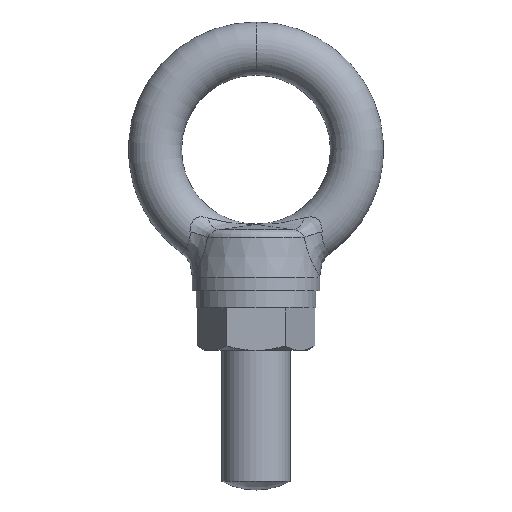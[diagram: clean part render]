
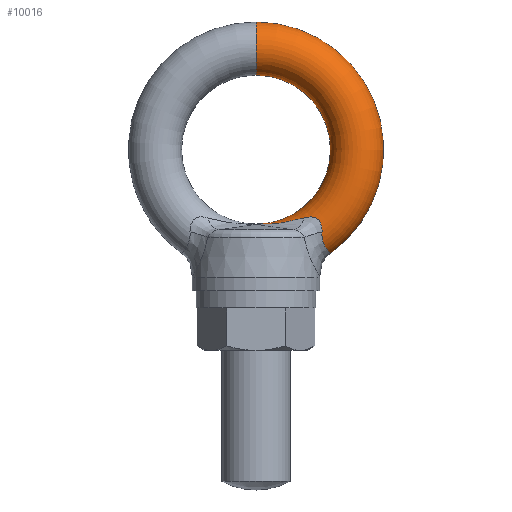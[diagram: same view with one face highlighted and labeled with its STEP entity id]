
A CAD part, front view. The second image highlights one B-rep face of the part: STEP entity #10016.
In plain terms, the highlighted toroidal (fillet/blend) face has major radius 23.75 mm and minor radius 6.25 mm.
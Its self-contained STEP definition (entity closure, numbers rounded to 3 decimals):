
#7870 = B_SPLINE_CURVE_WITH_KNOTS ( 'NONE', 3,
 ( #9165, #9164, #9163, #8483, #8766, #8760, #8759, #8758, #9517, #9421, #9420, #9419, #9418, #9531, #9530, #9529, #9507, #9506, #9505, #9504 ),
 .UNSPECIFIED., .F., .F.,
 ( 4, 2, 2, 2, 2, 2, 2, 2, 2, 4 ),
 ( 0., 0.001, 0.002, 0.003, 0.005, 0.006, 0.006, 0.007, 0.008, 0.009 ),
 .UNSPECIFIED. ) ;
#8483 = CARTESIAN_POINT ( 'NONE',  ( 15.559, -5.843, -20.822 ) ) ;
#8758 = CARTESIAN_POINT ( 'NONE',  ( 16.193, -4.713, -22.685 ) ) ;
#8759 = CARTESIAN_POINT ( 'NONE',  ( 15.934, -5.172, -22.141 ) ) ;
#8760 = CARTESIAN_POINT ( 'NONE',  ( 15.816, -5.371, -21.842 ) ) ;
#8766 = CARTESIAN_POINT ( 'NONE',  ( 15.627, -5.707, -21.183 ) ) ;
#9061 = CARTESIAN_POINT ( 'NONE',  ( 0., 0., 30. ) ) ;
#9146 = CARTESIAN_POINT ( 'NONE',  ( 0., 0., -17.5 ) ) ;
#9148 = CARTESIAN_POINT ( 'NONE',  ( 0., -1.134, -17.604 ) ) ;
#9163 = CARTESIAN_POINT ( 'NONE',  ( 15.49, -6.046, -20.092 ) ) ;
#9164 = CARTESIAN_POINT ( 'NONE',  ( 15.488, -6.115, -19.718 ) ) ;
#9165 = CARTESIAN_POINT ( 'NONE',  ( 15.513, -6.163, -19.337 ) ) ;
#9168 = DIRECTION ( 'NONE',  ( 0., 0., -1. ) ) ;
#9169 = DIRECTION ( 'NONE',  ( 0., -1., 0. ) ) ;
#9170 = CARTESIAN_POINT ( 'NONE',  ( 0., 0., 0. ) ) ;
#9171 = AXIS2_PLACEMENT_3D ( 'NONE', #9170, #9169, #9168 ) ;
#9172 = TOROIDAL_SURFACE ( 'NONE', #9171, 23.75, 6.25 ) ;
#9173 = FACE_OUTER_BOUND ( 'NONE', #10017, .T. ) ;
#9179 = DIRECTION ( 'NONE',  ( 0., 0., 1. ) ) ;
#9180 = DIRECTION ( 'NONE',  ( -1., 0., 0. ) ) ;
#9181 = CARTESIAN_POINT ( 'NONE',  ( 0., 0., -23.75 ) ) ;
#9182 = AXIS2_PLACEMENT_3D ( 'NONE', #9181, #9180, #9179 ) ;
#9183 = CIRCLE ( 'NONE', #9182, 6.25 ) ;
#9184 = CARTESIAN_POINT ( 'NONE',  ( 0., 0., 17.5 ) ) ;
#9185 = DIRECTION ( 'NONE',  ( 0., 0., -1. ) ) ;
#9228 = DIRECTION ( 'NONE',  ( 1., 0., 0. ) ) ;
#9229 = CARTESIAN_POINT ( 'NONE',  ( 0., 0., 23.75 ) ) ;
#9230 = AXIS2_PLACEMENT_3D ( 'NONE', #9229, #9228, #9185 ) ;
#9231 = CIRCLE ( 'NONE', #9230, 6.25 ) ;
#9396 = DIRECTION ( 'NONE',  ( 0., 0., -1. ) ) ;
#9397 = DIRECTION ( 'NONE',  ( 0., -1., 0. ) ) ;
#9398 = CARTESIAN_POINT ( 'NONE',  ( 0., 0., 0. ) ) ;
#9399 = AXIS2_PLACEMENT_3D ( 'NONE', #9398, #9397, #9396 ) ;
#9400 = CIRCLE ( 'NONE', #9399, 17.5 ) ;
#9407 = CARTESIAN_POINT ( 'NONE',  ( 15.513, -6.163, -19.337 ) ) ;
#9408 = CARTESIAN_POINT ( 'NONE',  ( 15.532, -6.198, -19.056 ) ) ;
#9409 = CARTESIAN_POINT ( 'NONE',  ( 15.528, -6.224, -18.773 ) ) ;
#9410 = CARTESIAN_POINT ( 'NONE',  ( 15.467, -6.253, -18.216 ) ) ;
#9411 = CARTESIAN_POINT ( 'NONE',  ( 15.411, -6.255, -17.942 ) ) ;
#9412 = CARTESIAN_POINT ( 'NONE',  ( 15.235, -6.225, -17.402 ) ) ;
#9413 = CARTESIAN_POINT ( 'NONE',  ( 15.116, -6.192, -17.142 ) ) ;
#9414 = CARTESIAN_POINT ( 'NONE',  ( 14.89, -6.114, -16.794 ) ) ;
#9415 = CARTESIAN_POINT ( 'NONE',  ( 14.807, -6.083, -16.684 ) ) ;
#9416 = CARTESIAN_POINT ( 'NONE',  ( 14.625, -6.012, -16.481 ) ) ;
#9417 = CARTESIAN_POINT ( 'NONE',  ( 14.525, -5.971, -16.387 ) ) ;
#9418 = CARTESIAN_POINT ( 'NONE',  ( 16.986, -2.922, -23.848 ) ) ;
#9419 = CARTESIAN_POINT ( 'NONE',  ( 16.927, -3.09, -23.776 ) ) ;
#9420 = CARTESIAN_POINT ( 'NONE',  ( 16.744, -3.58, -23.54 ) ) ;
#9421 = CARTESIAN_POINT ( 'NONE',  ( 16.61, -3.884, -23.357 ) ) ;
#9464 = CARTESIAN_POINT ( 'NONE',  ( 14.208, -5.838, -16.139 ) ) ;
#9465 = CARTESIAN_POINT ( 'NONE',  ( 13.969, -5.734, -16.015 ) ) ;
#9466 = CARTESIAN_POINT ( 'NONE',  ( 13.472, -5.52, -15.858 ) ) ;
#9467 = CARTESIAN_POINT ( 'NONE',  ( 13.21, -5.408, -15.821 ) ) ;
#9468 = CARTESIAN_POINT ( 'NONE',  ( 12.693, -5.198, -15.809 ) ) ;
#9469 = CARTESIAN_POINT ( 'NONE',  ( 12.436, -5.098, -15.832 ) ) ;
#9470 = CARTESIAN_POINT ( 'NONE',  ( 11.92, -4.912, -15.914 ) ) ;
#9471 = CARTESIAN_POINT ( 'NONE',  ( 11.662, -4.825, -15.973 ) ) ;
#9472 = CARTESIAN_POINT ( 'NONE',  ( 11.402, -4.745, -16.043 ) ) ;
#9478 = CARTESIAN_POINT ( 'NONE',  ( 11.402, -4.745, -16.043 ) ) ;
#9479 = CARTESIAN_POINT ( 'NONE',  ( 10.467, -4.456, -16.294 ) ) ;
#9480 = CARTESIAN_POINT ( 'NONE',  ( 9.534, -4.15, -16.53 ) ) ;
#9481 = CARTESIAN_POINT ( 'NONE',  ( 7.664, -3.523, -16.943 ) ) ;
#9482 = CARTESIAN_POINT ( 'NONE',  ( 6.725, -3.203, -17.121 ) ) ;
#9483 = CARTESIAN_POINT ( 'NONE',  ( 4.837, -2.556, -17.399 ) ) ;
#9484 = CARTESIAN_POINT ( 'NONE',  ( 3.886, -2.228, -17.5 ) ) ;
#9485 = CARTESIAN_POINT ( 'NONE',  ( 2.449, -1.742, -17.582 ) ) ;
#9486 = CARTESIAN_POINT ( 'NONE',  ( 1.969, -1.58, -17.598 ) ) ;
#9487 = CARTESIAN_POINT ( 'NONE',  ( 1.243, -1.358, -17.607 ) ) ;
#9488 = CARTESIAN_POINT ( 'NONE',  ( 1., -1.287, -17.607 ) ) ;
#9489 = CARTESIAN_POINT ( 'NONE',  ( 0.506, -1.174, -17.605 ) ) ;
#9490 = CARTESIAN_POINT ( 'NONE',  ( 0.254, -1.134, -17.604 ) ) ;
#9491 = CARTESIAN_POINT ( 'NONE',  ( 0., -1.134, -17.604 ) ) ;
#9492 = B_SPLINE_CURVE_WITH_KNOTS ( 'NONE', 3,
 ( #9472, #9471, #9470, #9469, #9468, #9467, #9466, #9465, #9464, #9417, #9416, #9415, #9414, #9413, #9412, #9411, #9410, #9409, #9408, #9407 ),
 .UNSPECIFIED., .F., .F.,
 ( 4, 2, 2, 2, 2, 2, 2, 2, 2, 4 ),
 ( 0., 0.001, 0.002, 0.002, 0.003, 0.004, 0.004, 0.005, 0.006, 0.007 ),
 .UNSPECIFIED. ) ;
#9495 = B_SPLINE_CURVE_WITH_KNOTS ( 'NONE', 3,
 ( #9491, #9490, #9489, #9488, #9487, #9486, #9485, #9484, #9483, #9482, #9481, #9480, #9479, #9478 ),
 .UNSPECIFIED., .F., .F.,
 ( 4, 2, 2, 2, 2, 2, 4 ),
 ( 0.012, 0.013, 0.014, 0.015, 0.018, 0.021, 0.024 ),
 .UNSPECIFIED. ) ;
#9496 = CARTESIAN_POINT ( 'NONE',  ( 11.402, -4.745, -16.043 ) ) ;
#9498 = DIRECTION ( 'NONE',  ( 0., 0., -1. ) ) ;
#9499 = DIRECTION ( 'NONE',  ( 0., -1., 0. ) ) ;
#9504 = CARTESIAN_POINT ( 'NONE',  ( 17.466, 0., -24.391 ) ) ;
#9505 = CARTESIAN_POINT ( 'NONE',  ( 17.466, -0.378, -24.391 ) ) ;
#9506 = CARTESIAN_POINT ( 'NONE',  ( 17.442, -0.756, -24.367 ) ) ;
#9507 = CARTESIAN_POINT ( 'NONE',  ( 17.347, -1.51, -24.264 ) ) ;
#9517 = CARTESIAN_POINT ( 'NONE',  ( 16.336, -4.45, -22.931 ) ) ;
#9529 = CARTESIAN_POINT ( 'NONE',  ( 17.276, -1.876, -24.188 ) ) ;
#9530 = CARTESIAN_POINT ( 'NONE',  ( 17.142, -2.406, -24.034 ) ) ;
#9531 = CARTESIAN_POINT ( 'NONE',  ( 17.093, -2.58, -23.977 ) ) ;
#9539 = CARTESIAN_POINT ( 'NONE',  ( 17.466, 0., -24.391 ) ) ;
#9540 = CARTESIAN_POINT ( 'NONE',  ( 15.513, -6.163, -19.337 ) ) ;
#9541 = CARTESIAN_POINT ( 'NONE',  ( 0., 0., 0. ) ) ;
#9542 = AXIS2_PLACEMENT_3D ( 'NONE', #9541, #9499, #9498 ) ;
#9543 = CIRCLE ( 'NONE', #9542, 30. ) ;
#9967 = VERTEX_POINT ( 'NONE', #9148 ) ;
#9969 = VERTEX_POINT ( 'NONE', #9146 ) ;
#10009 = VERTEX_POINT ( 'NONE', #9061 ) ;
#10011 = EDGE_CURVE ( 'NONE', #10009, #10012, #9231, .T. ) ;
#10012 = VERTEX_POINT ( 'NONE', #9184 ) ;
#10013 = EDGE_CURVE ( 'NONE', #9967, #9969, #9183, .T. ) ;
#10016 = ADVANCED_FACE ( 'NONE', ( #9173 ), #9172, .T. ) ;
#10017 = EDGE_LOOP ( 'NONE', ( #10018, #10022, #10076, #10077, #10079, #10065, #10068 ) ) ;
#10018 = ORIENTED_EDGE ( 'NONE', *, *, #10019, .T. ) ;
#10019 = EDGE_CURVE ( 'NONE', #10020, #10021, #7870, .T. ) ;
#10020 = VERTEX_POINT ( 'NONE', #9540 ) ;
#10021 = VERTEX_POINT ( 'NONE', #9539 ) ;
#10022 = ORIENTED_EDGE ( 'NONE', *, *, #10023, .T. ) ;
#10023 = EDGE_CURVE ( 'NONE', #10021, #10009, #9543, .T. ) ;
#10065 = ORIENTED_EDGE ( 'NONE', *, *, #10066, .T. ) ;
#10066 = EDGE_CURVE ( 'NONE', #9967, #10067, #9495, .T. ) ;
#10067 = VERTEX_POINT ( 'NONE', #9496 ) ;
#10068 = ORIENTED_EDGE ( 'NONE', *, *, #10070, .T. ) ;
#10070 = EDGE_CURVE ( 'NONE', #10067, #10020, #9492, .T. ) ;
#10076 = ORIENTED_EDGE ( 'NONE', *, *, #10011, .T. ) ;
#10077 = ORIENTED_EDGE ( 'NONE', *, *, #10078, .F. ) ;
#10078 = EDGE_CURVE ( 'NONE', #9969, #10012, #9400, .T. ) ;
#10079 = ORIENTED_EDGE ( 'NONE', *, *, #10013, .F. ) ;
